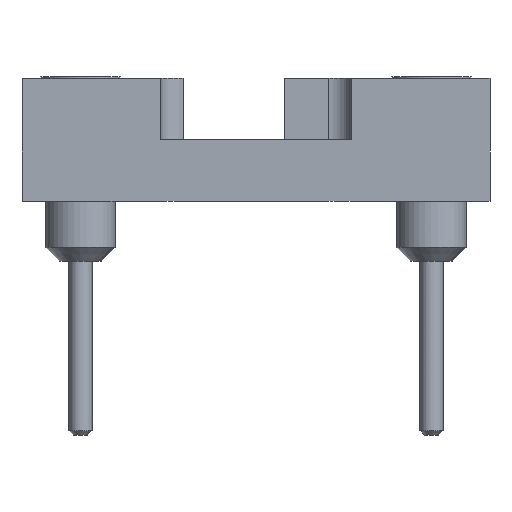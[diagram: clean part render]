
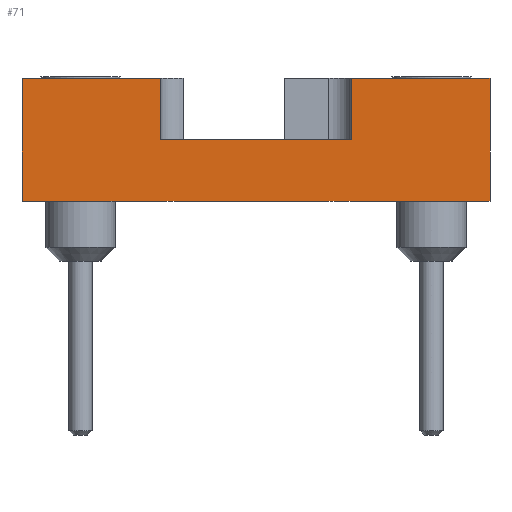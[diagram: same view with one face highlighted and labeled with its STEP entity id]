
A CAD part, front view. The second image highlights one B-rep face of the part: STEP entity #71.
In plain terms, the highlighted planar face has unit normal (0, -1, 0).
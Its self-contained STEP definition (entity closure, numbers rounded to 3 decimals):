
#13=DIRECTION('',(0.,0.,1.));
#27=VECTOR('',#13,1.);
#30=VERTEX_POINT('',#31);
#31=CARTESIAN_POINT('',(-1.27,-26.67,3.967));
#36=EDGE_CURVE('',#37,#30,#39,.T.);
#37=VERTEX_POINT('',#38);
#38=CARTESIAN_POINT('',(-1.27,-26.67,1.3));
#39=LINE('',#38,#27);
#45=DIRECTION('',(1.,0.,0.));
#62=VECTOR('',#63,1.);
#63=DIRECTION('',(0.,0.,-1.));
#71=ADVANCED_FACE('',(#72),#110,.F.);
#72=FACE_BOUND('',#73,.F.);
#73=EDGE_LOOP('',(#74,#80,#81,#86,#91,#98,#103,#107));
#74=ORIENTED_EDGE('',*,*,#75,.F.);
#75=EDGE_CURVE('',#37,#76,#78,.T.);
#76=VERTEX_POINT('',#77);
#77=CARTESIAN_POINT('',(8.89,-26.67,1.3));
#78=LINE('',#38,#79);
#79=VECTOR('',#45,1.);
#80=ORIENTED_EDGE('',*,*,#36,.T.);
#81=ORIENTED_EDGE('',*,*,#82,.T.);
#82=EDGE_CURVE('',#30,#83,#85,.T.);
#83=VERTEX_POINT('',#84);
#84=CARTESIAN_POINT('',(1.73,-26.67,3.967));
#85=LINE('',#31,#79);
#86=ORIENTED_EDGE('',*,*,#87,.T.);
#87=EDGE_CURVE('',#83,#88,#90,.T.);
#88=VERTEX_POINT('',#89);
#89=CARTESIAN_POINT('',(1.73,-26.67,2.634));
#90=LINE('',#84,#62);
#91=ORIENTED_EDGE('',*,*,#92,.F.);
#92=EDGE_CURVE('',#93,#88,#95,.T.);
#93=VERTEX_POINT('',#94);
#94=CARTESIAN_POINT('',(5.89,-26.67,2.634));
#95=LINE('',#94,#96);
#96=VECTOR('',#97,1.);
#97=DIRECTION('',(-1.,0.,0.));
#98=ORIENTED_EDGE('',*,*,#99,.F.);
#99=EDGE_CURVE('',#100,#93,#102,.T.);
#100=VERTEX_POINT('',#101);
#101=CARTESIAN_POINT('',(5.89,-26.67,3.967));
#102=LINE('',#101,#62);
#103=ORIENTED_EDGE('',*,*,#104,.T.);
#104=EDGE_CURVE('',#100,#105,#85,.T.);
#105=VERTEX_POINT('',#106);
#106=CARTESIAN_POINT('',(8.89,-26.67,3.967));
#107=ORIENTED_EDGE('',*,*,#108,.F.);
#108=EDGE_CURVE('',#76,#105,#109,.T.);
#109=LINE('',#77,#27);
#110=PLANE('',#111);
#111=AXIS2_PLACEMENT_3D('',#38,#112,#45);
#112=DIRECTION('',(0.,1.,0.));
